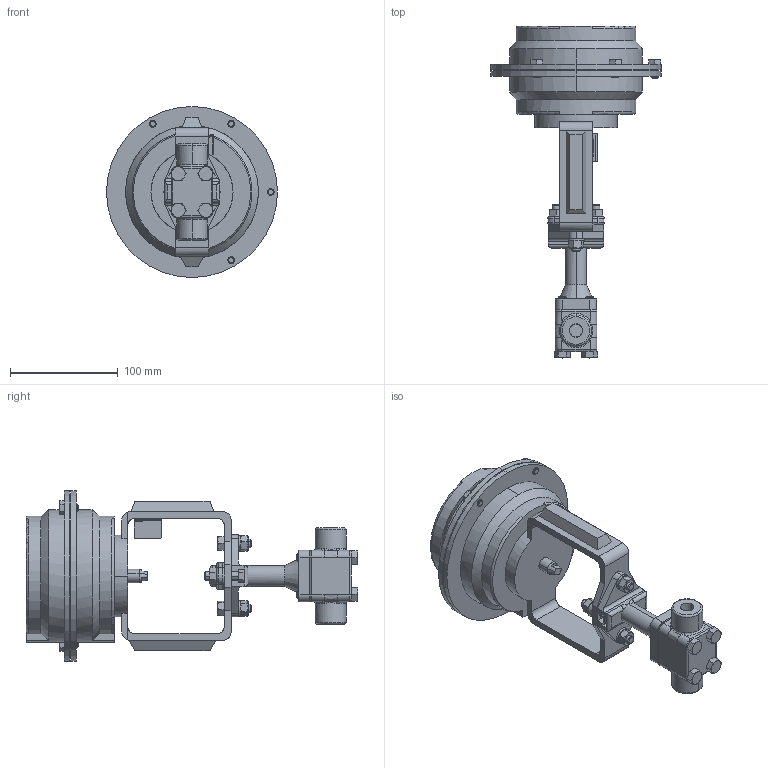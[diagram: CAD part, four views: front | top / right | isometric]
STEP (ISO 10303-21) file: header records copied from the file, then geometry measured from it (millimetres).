
FILE_DESCRIPTION (( 'STEP AP203' ), '1' );
FILE_NAME ('708-025-CS+S6-PT-14M.STEP', '2017-09-12T18:57:06', ( '' ), ( '' ), 'SwSTEP 2.0', 'SolidWorks 2014', '' );
FILE_SCHEMA (( 'CONFIG_CONTROL_DESIGN' ));
Length unit declared in the file: inch
Products named in the file (1): 708-025-CS+S6-PT-14M
Bounding box: 158.75 x 308.17 x 158.75 mm (x, y, z)
Volume: 1321318.4 mm3; surface area: 140630.2 mm2
Topology: 1 solids, 1 shells, 739 faces, 1820 edges, 1128 vertices
Faces by surface type: plane 326, cone 160, cylinder 137, bspline 80, torus 36
Entity records: 29555 total; most frequent: CARTESIAN_POINT 12799, ORIENTED_EDGE 3632, DIRECTION 3208, EDGE_CURVE 1816, AXIS2_PLACEMENT_3D 1173, VERTEX_POINT 1128, VECTOR 862, LINE 862
